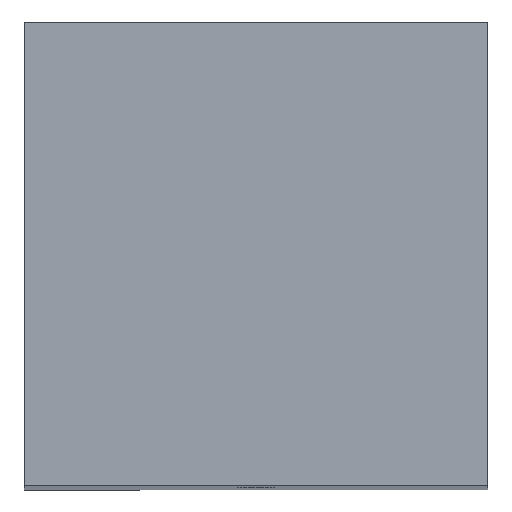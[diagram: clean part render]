
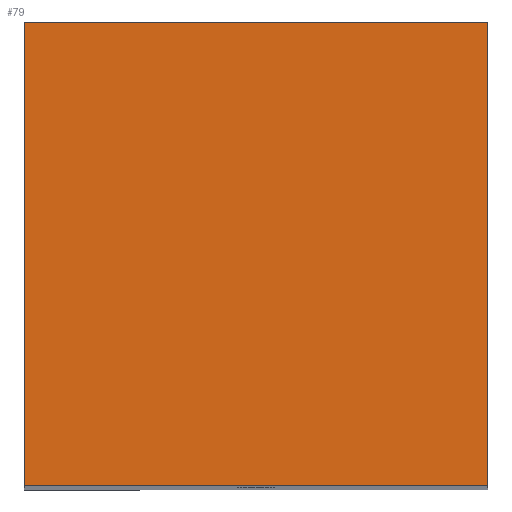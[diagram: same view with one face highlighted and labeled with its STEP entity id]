
A CAD part, top view. The second image highlights one B-rep face of the part: STEP entity #79.
In plain terms, the highlighted planar face has unit normal (0, 0, 1).
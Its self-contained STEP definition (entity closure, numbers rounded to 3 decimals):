
#1 = CARTESIAN_POINT ( 'NONE',  ( 22., -22., 271. ) ) ;
#3 = VECTOR ( 'NONE', #266, 1000. ) ;
#6 = PLANE ( 'NONE',  #35 ) ;
#12 = VECTOR ( 'NONE', #96, 1000. ) ;
#15 = LINE ( 'NONE', #138, #67 ) ;
#35 = AXIS2_PLACEMENT_3D ( 'NONE', #198, #288, #180 ) ;
#48 = EDGE_CURVE ( 'NONE', #152, #175, #104, .T. ) ;
#67 = VECTOR ( 'NONE', #305, 1000. ) ;
#74 = LINE ( 'NONE', #194, #3 ) ;
#79 = ADVANCED_FACE ( 'NONE', ( #222 ), #6, .F. ) ;
#92 = ORIENTED_EDGE ( 'NONE', *, *, #239, .T. ) ;
#96 = DIRECTION ( 'NONE',  ( 1., 0., 0. ) ) ;
#97 = CARTESIAN_POINT ( 'NONE',  ( 22., 22., 271. ) ) ;
#104 = LINE ( 'NONE', #1, #12 ) ;
#124 = VECTOR ( 'NONE', #132, 1000. ) ;
#131 = EDGE_CURVE ( 'NONE', #175, #268, #200, .T. ) ;
#132 = DIRECTION ( 'NONE',  ( 0., 1., 0. ) ) ;
#135 = CARTESIAN_POINT ( 'NONE',  ( 22., -22., 271. ) ) ;
#138 = CARTESIAN_POINT ( 'NONE',  ( -22., 22., 271. ) ) ;
#146 = ORIENTED_EDGE ( 'NONE', *, *, #48, .T. ) ;
#147 = VERTEX_POINT ( 'NONE', #205 ) ;
#152 = VERTEX_POINT ( 'NONE', #292 ) ;
#163 = EDGE_LOOP ( 'NONE', ( #216, #146, #282, #92 ) ) ;
#175 = VERTEX_POINT ( 'NONE', #135 ) ;
#178 = CARTESIAN_POINT ( 'NONE',  ( 22., 22., 271. ) ) ;
#180 = DIRECTION ( 'NONE',  ( -1., 0., 0. ) ) ;
#194 = CARTESIAN_POINT ( 'NONE',  ( 22., 22., 271. ) ) ;
#198 = CARTESIAN_POINT ( 'NONE',  ( 0., 0., 271. ) ) ;
#200 = LINE ( 'NONE', #178, #124 ) ;
#205 = CARTESIAN_POINT ( 'NONE',  ( -22., 22., 271. ) ) ;
#216 = ORIENTED_EDGE ( 'NONE', *, *, #303, .T. ) ;
#222 = FACE_OUTER_BOUND ( 'NONE', #163, .T. ) ;
#239 = EDGE_CURVE ( 'NONE', #268, #147, #74, .T. ) ;
#266 = DIRECTION ( 'NONE',  ( -1., 0., 0. ) ) ;
#268 = VERTEX_POINT ( 'NONE', #97 ) ;
#282 = ORIENTED_EDGE ( 'NONE', *, *, #131, .T. ) ;
#288 = DIRECTION ( 'NONE',  ( 0., 0., -1. ) ) ;
#292 = CARTESIAN_POINT ( 'NONE',  ( -22., -22., 271. ) ) ;
#303 = EDGE_CURVE ( 'NONE', #147, #152, #15, .T. ) ;
#305 = DIRECTION ( 'NONE',  ( 0., -1., 0. ) ) ;
